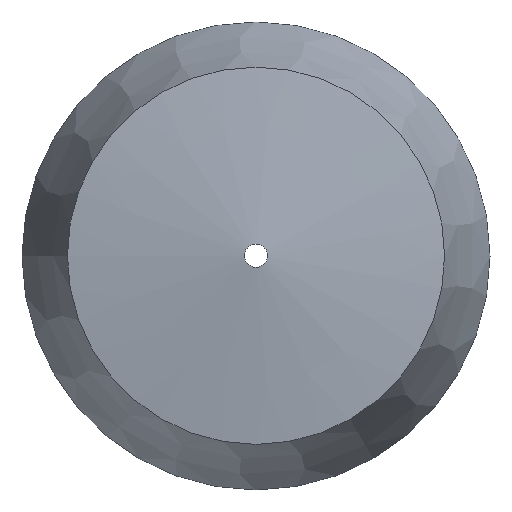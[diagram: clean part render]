
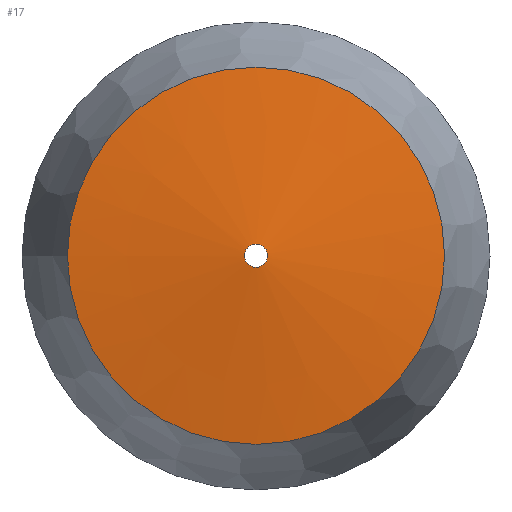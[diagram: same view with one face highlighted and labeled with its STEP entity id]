
A CAD part, top view. The second image highlights one B-rep face of the part: STEP entity #17.
In plain terms, the highlighted conical face has half-angle 82.584 degrees and reference radius 1.899 mm.
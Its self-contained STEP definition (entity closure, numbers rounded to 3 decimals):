
#17 = ADVANCED_FACE('',(#18),#31,.T.);
#18 = FACE_BOUND('',#19,.F.);
#19 = EDGE_LOOP('',(#20,#52,#73,#98));
#20 = ORIENTED_EDGE('',*,*,#21,.T.);
#21 = EDGE_CURVE('',#22,#22,#24,.T.);
#22 = VERTEX_POINT('',#23);
#23 = CARTESIAN_POINT('',(-1.899,0.,25.964));
#24 = SURFACE_CURVE('',#25,(#30,#41),.PCURVE_S1.);
#25 = CIRCLE('',#26,1.899);
#26 = AXIS2_PLACEMENT_3D('',#27,#28,#29);
#27 = CARTESIAN_POINT('',(0.,0.,25.964));
#28 = DIRECTION('',(0.,0.,1.));
#29 = DIRECTION('',(-1.,-0.,0.));
#30 = PCURVE('',#31,#36);
#31 = CONICAL_SURFACE('',#32,1.899,1.441);
#32 = AXIS2_PLACEMENT_3D('',#33,#34,#35);
#33 = CARTESIAN_POINT('',(0.,0.,25.964));
#34 = DIRECTION('',(0.,0.,-1.));
#35 = DIRECTION('',(-1.,-0.,0.));
#36 = DEFINITIONAL_REPRESENTATION('',(#37),#40);
#37 = B_SPLINE_CURVE_WITH_KNOTS('',1,(#38,#39),.UNSPECIFIED.,.F.,.F.,(2,
    2),(0.,6.283),.PIECEWISE_BEZIER_KNOTS.);
#38 = CARTESIAN_POINT('',(0.,0.));
#39 = CARTESIAN_POINT('',(-6.283,0.));
#40 = ( GEOMETRIC_REPRESENTATION_CONTEXT(2) 
PARAMETRIC_REPRESENTATION_CONTEXT() REPRESENTATION_CONTEXT('2D SPACE',''
  ) );
#41 = PCURVE('',#42,#47);
#42 = CYLINDRICAL_SURFACE('',#43,1.899);
#43 = AXIS2_PLACEMENT_3D('',#44,#45,#46);
#44 = CARTESIAN_POINT('',(0.,0.,19.614));
#45 = DIRECTION('',(0.,0.,1.));
#46 = DIRECTION('',(-1.,-0.,0.));
#47 = DEFINITIONAL_REPRESENTATION('',(#48),#51);
#48 = B_SPLINE_CURVE_WITH_KNOTS('',1,(#49,#50),.UNSPECIFIED.,.F.,.F.,(2,
    2),(0.,6.283),.PIECEWISE_BEZIER_KNOTS.);
#49 = CARTESIAN_POINT('',(0.,6.35));
#50 = CARTESIAN_POINT('',(6.283,6.35));
#51 = ( GEOMETRIC_REPRESENTATION_CONTEXT(2) 
PARAMETRIC_REPRESENTATION_CONTEXT() REPRESENTATION_CONTEXT('2D SPACE',''
  ) );
#52 = ORIENTED_EDGE('',*,*,#53,.T.);
#53 = EDGE_CURVE('',#22,#54,#56,.T.);
#54 = VERTEX_POINT('',#55);
#55 = CARTESIAN_POINT('',(-30.71,0.,
    22.214));
#56 = SEAM_CURVE('',#57,(#61,#67),.PCURVE_S1.);
#57 = LINE('',#58,#59);
#58 = CARTESIAN_POINT('',(-1.899,0.,25.964));
#59 = VECTOR('',#60,1.);
#60 = DIRECTION('',(-0.992,0.,-0.129)
  );
#61 = PCURVE('',#31,#62);
#62 = DEFINITIONAL_REPRESENTATION('',(#63),#66);
#63 = B_SPLINE_CURVE_WITH_KNOTS('',1,(#64,#65),.UNSPECIFIED.,.F.,.F.,(2,
    2),(0.,29.055),.PIECEWISE_BEZIER_KNOTS.);
#64 = CARTESIAN_POINT('',(0.,0.));
#65 = CARTESIAN_POINT('',(0.,3.75));
#66 = ( GEOMETRIC_REPRESENTATION_CONTEXT(2) 
PARAMETRIC_REPRESENTATION_CONTEXT() REPRESENTATION_CONTEXT('2D SPACE',''
  ) );
#67 = PCURVE('',#31,#68);
#68 = DEFINITIONAL_REPRESENTATION('',(#69),#72);
#69 = B_SPLINE_CURVE_WITH_KNOTS('',1,(#70,#71),.UNSPECIFIED.,.F.,.F.,(2,
    2),(0.,29.055),.PIECEWISE_BEZIER_KNOTS.);
#70 = CARTESIAN_POINT('',(-6.283,0.));
#71 = CARTESIAN_POINT('',(-6.283,3.75));
#72 = ( GEOMETRIC_REPRESENTATION_CONTEXT(2) 
PARAMETRIC_REPRESENTATION_CONTEXT() REPRESENTATION_CONTEXT('2D SPACE',''
  ) );
#73 = ORIENTED_EDGE('',*,*,#74,.F.);
#74 = EDGE_CURVE('',#54,#54,#75,.T.);
#75 = SURFACE_CURVE('',#76,(#81,#87),.PCURVE_S1.);
#76 = CIRCLE('',#77,30.71);
#77 = AXIS2_PLACEMENT_3D('',#78,#79,#80);
#78 = CARTESIAN_POINT('',(0.,0.,22.214));
#79 = DIRECTION('',(0.,0.,1.));
#80 = DIRECTION('',(-1.,-0.,0.));
#81 = PCURVE('',#31,#82);
#82 = DEFINITIONAL_REPRESENTATION('',(#83),#86);
#83 = B_SPLINE_CURVE_WITH_KNOTS('',1,(#84,#85),.UNSPECIFIED.,.F.,.F.,(2,
    2),(0.,6.283),.PIECEWISE_BEZIER_KNOTS.);
#84 = CARTESIAN_POINT('',(0.,3.75));
#85 = CARTESIAN_POINT('',(-6.283,3.75));
#86 = ( GEOMETRIC_REPRESENTATION_CONTEXT(2) 
PARAMETRIC_REPRESENTATION_CONTEXT() REPRESENTATION_CONTEXT('2D SPACE',''
  ) );
#87 = PCURVE('',#88,#93);
#88 = CONICAL_SURFACE('',#89,30.71,0.321);
#89 = AXIS2_PLACEMENT_3D('',#90,#91,#92);
#90 = CARTESIAN_POINT('',(0.,0.,22.214));
#91 = DIRECTION('',(0.,0.,-1.));
#92 = DIRECTION('',(-1.,-0.,0.));
#93 = DEFINITIONAL_REPRESENTATION('',(#94),#97);
#94 = B_SPLINE_CURVE_WITH_KNOTS('',1,(#95,#96),.UNSPECIFIED.,.F.,.F.,(2,
    2),(0.,6.283),.PIECEWISE_BEZIER_KNOTS.);
#95 = CARTESIAN_POINT('',(0.,0.));
#96 = CARTESIAN_POINT('',(-6.283,0.));
#97 = ( GEOMETRIC_REPRESENTATION_CONTEXT(2) 
PARAMETRIC_REPRESENTATION_CONTEXT() REPRESENTATION_CONTEXT('2D SPACE',''
  ) );
#98 = ORIENTED_EDGE('',*,*,#53,.F.);
